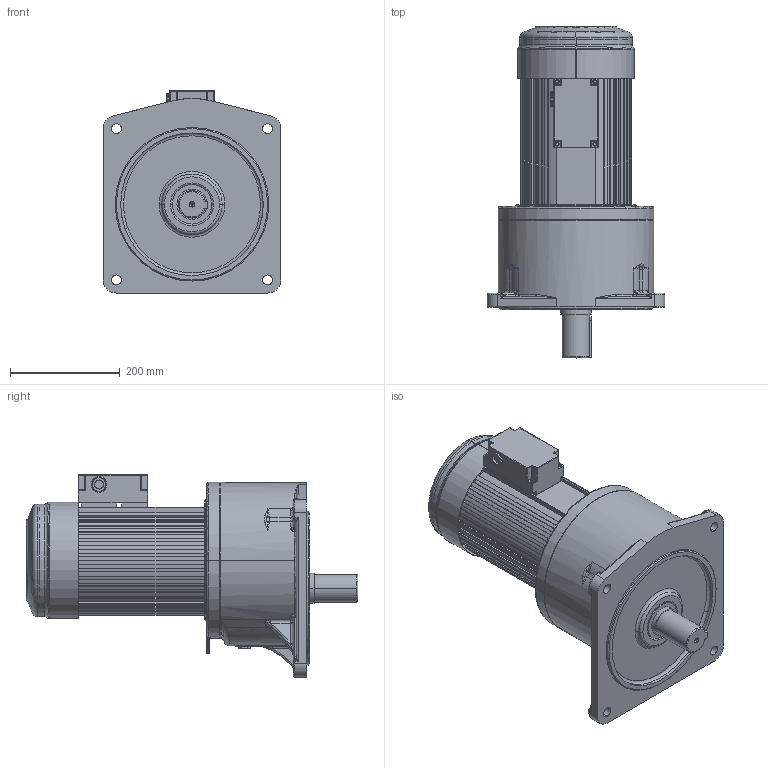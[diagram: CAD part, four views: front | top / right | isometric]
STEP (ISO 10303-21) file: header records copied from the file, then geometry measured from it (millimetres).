
FILE_DESCRIPTION (( 'STEP AP214' ), '1' );
FILE_NAME ('GV-50-3700-i-A-B-G4-DR.STEP', '2023-09-20T07:00:28', ( '' ), ( '' ), 'SwSTEP 2.0', 'SolidWorks 2021', '' );
FILE_SCHEMA (( 'AUTOMOTIVE_DESIGN' ));
Length unit declared in the file: millimetre
Products named in the file (7): GV-50-3700-i-A-G4-DR(2)_蕼偞; 3700WJIKE_蕼偞; GV-50-3700-i-A-B-G4-DR; 2200W_蕼偞; V50_蕼偞; G50_蕼偞; 煞車接線盒DOWN-UP_預設
Assembly tree (6 placements, depth 3):
  GV-50-3700-i-A-B-G4-DR
    GV-50-3700-i-A-G4-DR(2)_蕼偞
      V50_蕼偞
      G50_蕼偞
      3700WJIKE_蕼偞
      2200W_蕼偞
    煞車接線盒DOWN-UP_預設
Bounding box: 323.77 x 605 x 368.58 mm (x, y, z)
Volume: 13672717.1 mm3; surface area: 1279559 mm2
Topology: 5 solids, 8 shells, 1467 faces, 3893 edges, 2459 vertices
Faces by surface type: plane 680, cylinder 528, torus 131, bspline 88, sphere 25, cone 15
Entity records: 53409 total; most frequent: CARTESIAN_POINT 16541, ORIENTED_EDGE 7734, DIRECTION 7582, EDGE_CURVE 3867, AXIS2_PLACEMENT_3D 2604, VERTEX_POINT 2457, VECTOR 2374, LINE 2374
